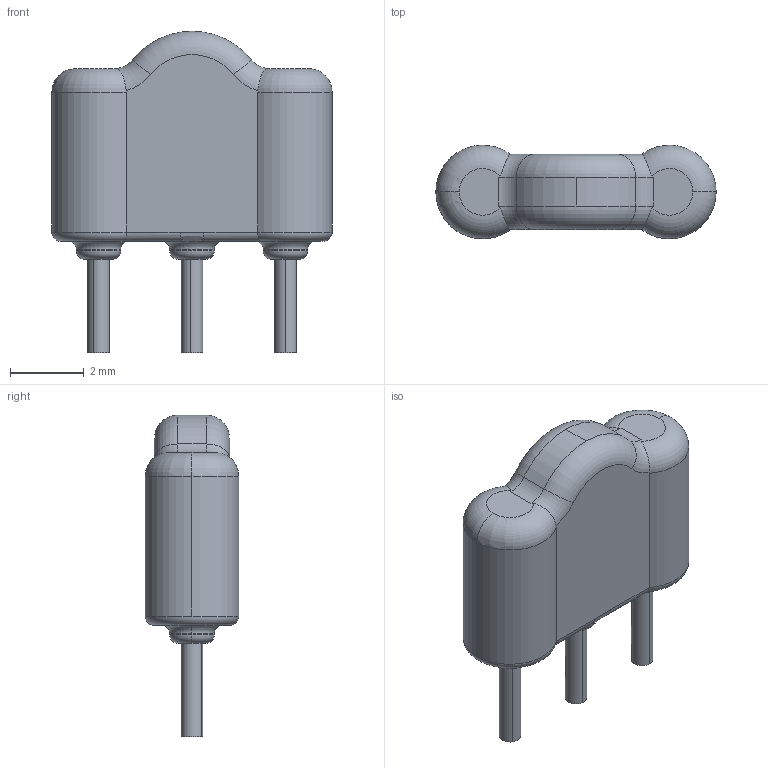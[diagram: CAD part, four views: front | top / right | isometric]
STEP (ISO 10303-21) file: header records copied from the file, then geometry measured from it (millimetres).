
FILE_DESCRIPTION(('FreeCAD Model'),'2;1');
FILE_NAME( 'LCL-Filter_2.8x8.5mm_P2.5mm.step', '2020-04-26T21:31:48', ('Tim Andrews'), ('ksu MCAD'), 'Open CASCADE STEP processor 7.3', 'FreeCAD', 'Unknown');
FILE_SCHEMA(('AUTOMOTIVE_DESIGN { 1 0 10303 214 1 1 1 1 }'));
Length unit declared in the file: millimetre
Products named in the file (1): User_Library_FILTER_EMI_0353_cp
Bounding box: 7.62 x 2.54 x 8.74 mm (x, y, z)
Surface area: 135.1 mm2 (no closed solid volume)
Topology: 0 solids, 4 shells, 62 faces, 140 edges, 85 vertices
Faces by surface type: cylinder 23, torus 23, plane 12, revolution 2, bspline 2
Entity records: 2331 total; most frequent: CARTESIAN_POINT 472, DIRECTION 330, ORIENTED_EDGE 274, AXIS2_PLACEMENT_3D 149, EDGE_CURVE 140, CIRCLE 90, VERTEX_POINT 85, FACE_BOUND 64
